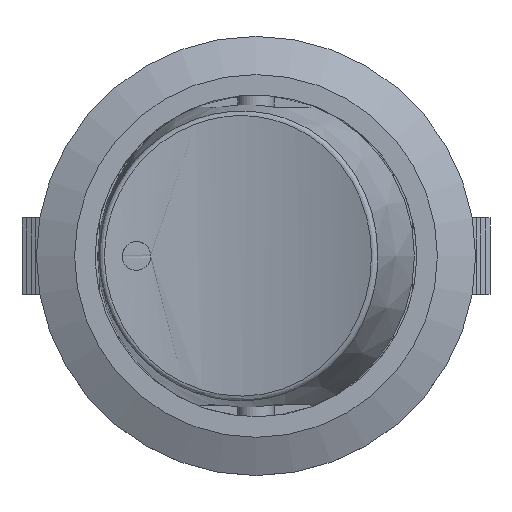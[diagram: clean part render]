
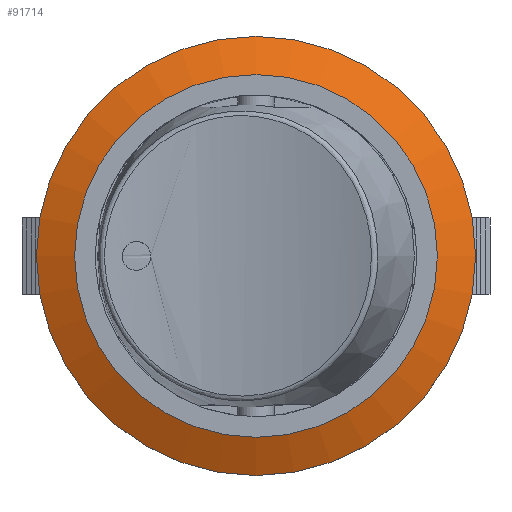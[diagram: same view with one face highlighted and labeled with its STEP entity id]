
A CAD part, top view. The second image highlights one B-rep face of the part: STEP entity #91714.
In plain terms, the highlighted conical face has half-angle 65.772 degrees and reference radius 25.4 mm.
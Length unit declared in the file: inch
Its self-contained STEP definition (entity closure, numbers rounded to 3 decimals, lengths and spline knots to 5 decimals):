
#91687=CARTESIAN_POINT('',(0.0,0.0,-0.20295));
#91688=DIRECTION('',(0.0,0.0,-1.0));
#91689=DIRECTION('',(1.0,0.0,0.0));
#91690=AXIS2_PLACEMENT_3D('',#91687,#91688,#91689);
#91691=CONICAL_SURFACE('',#91690,1.0,65.772);
#91692=CARTESIAN_POINT('',(0.45276,0.,0.04331));
#91693=VERTEX_POINT('',#91692);
#91694=CARTESIAN_POINT('',(0.0,0.0,0.04331));
#91695=DIRECTION('',(0.0,0.0,1.0));
#91696=DIRECTION('',(-1.0,0.0,0.0));
#91697=AXIS2_PLACEMENT_3D('',#91694,#91695,#91696);
#91698=CIRCLE('',#91697,0.45276);
#91699=EDGE_CURVE('',#91693,#91693,#91698,.T.);
#91700=ORIENTED_EDGE('',*,*,#91699,.T.);
#91701=EDGE_LOOP('',(#91700));
#91702=FACE_OUTER_BOUND('',#91701,.T.);
#91703=CARTESIAN_POINT('',(0.37402,0.,0.07874));
#91704=VERTEX_POINT('',#91703);
#91705=CARTESIAN_POINT('',(0.0,0.0,0.07874));
#91706=DIRECTION('',(0.0,0.0,-1.0));
#91707=DIRECTION('',(-1.0,0.0,0.0));
#91708=AXIS2_PLACEMENT_3D('',#91705,#91706,#91707);
#91709=CIRCLE('',#91708,0.37402);
#91710=EDGE_CURVE('',#91704,#91704,#91709,.T.);
#91711=ORIENTED_EDGE('',*,*,#91710,.T.);
#91712=EDGE_LOOP('',(#91711));
#91713=FACE_BOUND('',#91712,.T.);
#91714=ADVANCED_FACE('',(#91702,#91713),#91691,.T.);
